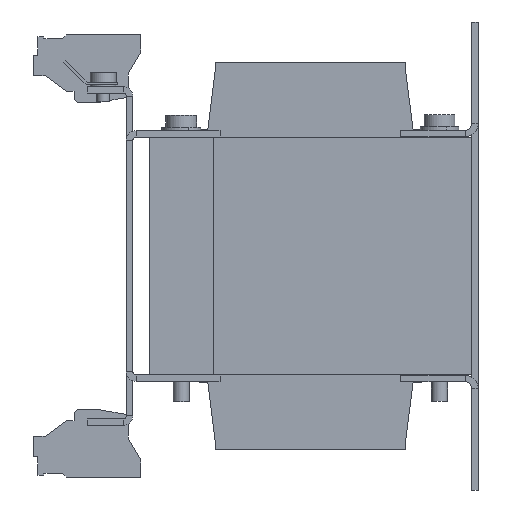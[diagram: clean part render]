
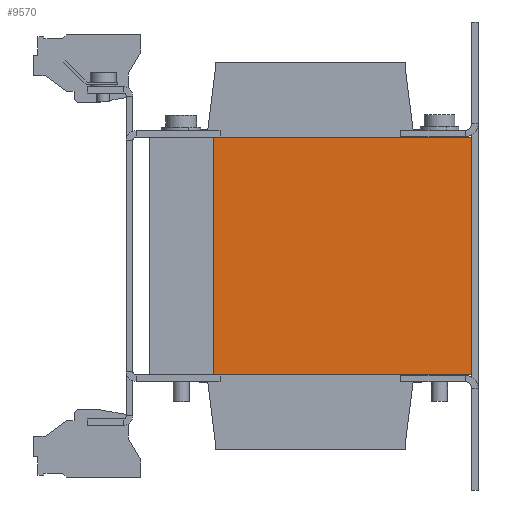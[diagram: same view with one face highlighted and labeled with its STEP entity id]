
A CAD part, left-side view. The second image highlights one B-rep face of the part: STEP entity #9570.
In plain terms, the highlighted planar face has unit normal (-1, 0, 0).
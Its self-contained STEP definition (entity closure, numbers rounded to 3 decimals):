
#496 = EDGE_CURVE ( 'NONE', #1775, #2800, #3976, .T. ) ;
#604 = DIRECTION ( 'NONE',  ( 0., -1., 0. ) ) ;
#639 = AXIS2_PLACEMENT_3D ( 'NONE', #9221, #6042, #1792 ) ;
#792 = VERTEX_POINT ( 'NONE', #6089 ) ;
#885 = VECTOR ( 'NONE', #9020, 1000. ) ;
#1034 = LINE ( 'NONE', #4007, #9834 ) ;
#1333 = ORIENTED_EDGE ( 'NONE', *, *, #2359, .T. ) ;
#1775 = VERTEX_POINT ( 'NONE', #8651 ) ;
#1792 = DIRECTION ( 'NONE',  ( 0., 0., -1. ) ) ;
#2046 = CARTESIAN_POINT ( 'NONE',  ( -60., 30., -36.75 ) ) ;
#2357 = ORIENTED_EDGE ( 'NONE', *, *, #7868, .F. ) ;
#2359 = EDGE_CURVE ( 'NONE', #9715, #792, #1034, .T. ) ;
#2384 = CARTESIAN_POINT ( 'NONE',  ( -60., 0., 36.75 ) ) ;
#2800 = VERTEX_POINT ( 'NONE', #2910 ) ;
#2910 = CARTESIAN_POINT ( 'NONE',  ( -60., -50., 36.75 ) ) ;
#3512 = VECTOR ( 'NONE', #7603, 1000. ) ;
#3780 = FACE_OUTER_BOUND ( 'NONE', #7182, .T. ) ;
#3956 = CARTESIAN_POINT ( 'NONE',  ( -60., -50., 36.75 ) ) ;
#3976 = LINE ( 'NONE', #2384, #7463 ) ;
#3981 = DIRECTION ( 'NONE',  ( 0., -1., 0. ) ) ;
#4007 = CARTESIAN_POINT ( 'NONE',  ( -60., 0., -36.75 ) ) ;
#5523 = LINE ( 'NONE', #6660, #3512 ) ;
#5562 = LINE ( 'NONE', #3956, #885 ) ;
#6042 = DIRECTION ( 'NONE',  ( 1., 0., 0. ) ) ;
#6089 = CARTESIAN_POINT ( 'NONE',  ( -60., -50., -36.75 ) ) ;
#6660 = CARTESIAN_POINT ( 'NONE',  ( -60., 30., 36.75 ) ) ;
#7182 = EDGE_LOOP ( 'NONE', ( #1333, #2357, #7327, #10815 ) ) ;
#7327 = ORIENTED_EDGE ( 'NONE', *, *, #496, .F. ) ;
#7463 = VECTOR ( 'NONE', #3981, 1000. ) ;
#7603 = DIRECTION ( 'NONE',  ( 0., 0., -1. ) ) ;
#7868 = EDGE_CURVE ( 'NONE', #2800, #792, #5562, .T. ) ;
#8651 = CARTESIAN_POINT ( 'NONE',  ( -60., 30., 36.75 ) ) ;
#9020 = DIRECTION ( 'NONE',  ( 0., 0., -1. ) ) ;
#9221 = CARTESIAN_POINT ( 'NONE',  ( -60., 0., 36.75 ) ) ;
#9522 = EDGE_CURVE ( 'NONE', #1775, #9715, #5523, .T. ) ;
#9570 = ADVANCED_FACE ( 'NONE', ( #3780 ), #10027, .F. ) ;
#9715 = VERTEX_POINT ( 'NONE', #2046 ) ;
#9834 = VECTOR ( 'NONE', #604, 1000. ) ;
#10027 = PLANE ( 'NONE',  #639 ) ;
#10815 = ORIENTED_EDGE ( 'NONE', *, *, #9522, .T. ) ;
